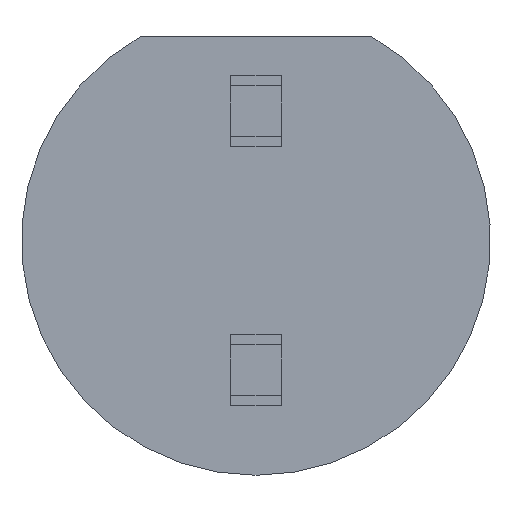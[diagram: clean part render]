
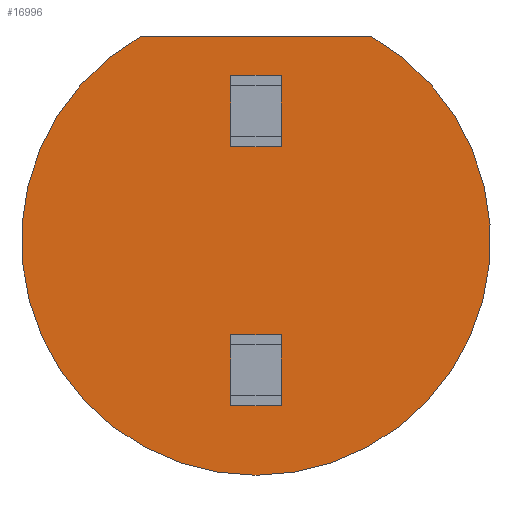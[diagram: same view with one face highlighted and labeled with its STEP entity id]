
A CAD part, front view. The second image highlights one B-rep face of the part: STEP entity #16996.
In plain terms, the highlighted planar face has unit normal (0, -1, 0).
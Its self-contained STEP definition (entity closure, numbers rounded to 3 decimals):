
#191 = VERTEX_POINT ( 'NONE', #877 ) ;
#194 = EDGE_CURVE ( 'NONE', #219, #191, #875, .T. ) ;
#219 = VERTEX_POINT ( 'NONE', #1007 ) ;
#873 = VECTOR ( 'NONE', #915, 1000. ) ;
#874 = CARTESIAN_POINT ( 'NONE',  ( 0.25, -1., -0.15 ) ) ;
#875 = LINE ( 'NONE', #874, #873 ) ;
#877 = CARTESIAN_POINT ( 'NONE',  ( 0.25, -1., -1.52 ) ) ;
#915 = DIRECTION ( 'NONE',  ( 0., 0., -1. ) ) ;
#1007 = CARTESIAN_POINT ( 'NONE',  ( 0.25, -1., -1.02 ) ) ;
#2498 = DIRECTION ( 'NONE',  ( 0., 0., 1. ) ) ;
#2560 = DIRECTION ( 'NONE',  ( -1., 0., 0. ) ) ;
#2561 = VECTOR ( 'NONE', #2560, 1000. ) ;
#2801 = FACE_BOUND ( 'NONE', #17065, .T. ) ;
#2802 = FACE_BOUND ( 'NONE', #16875, .T. ) ;
#2803 = FACE_OUTER_BOUND ( 'NONE', #16997, .T. ) ;
#2836 = CARTESIAN_POINT ( 'NONE',  ( 1.136, -1., 2. ) ) ;
#2837 = DIRECTION ( 'NONE',  ( 0., 0., 1. ) ) ;
#2838 = DIRECTION ( 'NONE',  ( 0., 1., 0. ) ) ;
#2839 = AXIS2_PLACEMENT_3D ( 'NONE', #2845, #2838, #2837 ) ;
#2840 = CIRCLE ( 'NONE', #2839, 2.3 ) ;
#2841 = DIRECTION ( 'NONE',  ( 0., 0., 1. ) ) ;
#2842 = DIRECTION ( 'NONE',  ( 0., 1., 0. ) ) ;
#2843 = CARTESIAN_POINT ( 'NONE',  ( -5.039, -1., -0.15 ) ) ;
#2844 = AXIS2_PLACEMENT_3D ( 'NONE', #2843, #2842, #2841 ) ;
#2845 = CARTESIAN_POINT ( 'NONE',  ( 0., -1., 0. ) ) ;
#2846 = PLANE ( 'NONE',  #2844 ) ;
#2975 = DIRECTION ( 'NONE',  ( 0., 0., -1. ) ) ;
#2976 = VECTOR ( 'NONE', #2975, 1000. ) ;
#2977 = CARTESIAN_POINT ( 'NONE',  ( -0.25, -1., -0.15 ) ) ;
#2978 = LINE ( 'NONE', #2977, #2976 ) ;
#2980 = CARTESIAN_POINT ( 'NONE',  ( -0.25, -1., -1.52 ) ) ;
#2981 = DIRECTION ( 'NONE',  ( -1., 0., 0. ) ) ;
#2982 = VECTOR ( 'NONE', #2981, 1000. ) ;
#2983 = CARTESIAN_POINT ( 'NONE',  ( -5.039, -1., -1.52 ) ) ;
#2984 = LINE ( 'NONE', #2983, #2982 ) ;
#2994 = VECTOR ( 'NONE', #2498, 1000. ) ;
#2995 = CARTESIAN_POINT ( 'NONE',  ( -0.25, -1., -0.15 ) ) ;
#2996 = LINE ( 'NONE', #2995, #2994 ) ;
#2998 = CARTESIAN_POINT ( 'NONE',  ( -0.25, -1., 1.02 ) ) ;
#2999 = DIRECTION ( 'NONE',  ( -1., 0., 0. ) ) ;
#3000 = VECTOR ( 'NONE', #2999, 1000. ) ;
#3001 = CARTESIAN_POINT ( 'NONE',  ( -5.039, -1., 1.02 ) ) ;
#3002 = LINE ( 'NONE', #3001, #3000 ) ;
#3003 = CARTESIAN_POINT ( 'NONE',  ( 0.25, -1., 1.52 ) ) ;
#3004 = CARTESIAN_POINT ( 'NONE',  ( 0.25, -1., 1.02 ) ) ;
#3005 = DIRECTION ( 'NONE',  ( 0., 0., 1. ) ) ;
#3006 = VECTOR ( 'NONE', #3005, 1000. ) ;
#3007 = CARTESIAN_POINT ( 'NONE',  ( 0.25, -1., -0.15 ) ) ;
#3008 = LINE ( 'NONE', #3007, #3006 ) ;
#3038 = CARTESIAN_POINT ( 'NONE',  ( -0.25, -1., -1.02 ) ) ;
#3039 = DIRECTION ( 'NONE',  ( -1., 0., 0. ) ) ;
#3040 = VECTOR ( 'NONE', #3039, 1000. ) ;
#3041 = CARTESIAN_POINT ( 'NONE',  ( -5.039, -1., -1.02 ) ) ;
#3042 = LINE ( 'NONE', #3041, #3040 ) ;
#3043 = DIRECTION ( 'NONE',  ( -1., 0., 0. ) ) ;
#3044 = VECTOR ( 'NONE', #3043, 1000. ) ;
#3045 = CARTESIAN_POINT ( 'NONE',  ( -5.039, -1., 1.52 ) ) ;
#3046 = LINE ( 'NONE', #3045, #3044 ) ;
#3048 = CARTESIAN_POINT ( 'NONE',  ( -0.25, -1., 1.52 ) ) ;
#14751 = CARTESIAN_POINT ( 'NONE',  ( 0., -1., -2.3 ) ) ;
#14806 = CARTESIAN_POINT ( 'NONE',  ( -1.136, -1., 2. ) ) ;
#14807 = DIRECTION ( 'NONE',  ( 0., 0., 1. ) ) ;
#14808 = DIRECTION ( 'NONE',  ( 0., 1., 0. ) ) ;
#14809 = CARTESIAN_POINT ( 'NONE',  ( 0., -1., 0. ) ) ;
#14810 = AXIS2_PLACEMENT_3D ( 'NONE', #14809, #14808, #14807 ) ;
#14811 = CIRCLE ( 'NONE', #14810, 2.3 ) ;
#16872 = ORIENTED_EDGE ( 'NONE', *, *, #17054, .F. ) ;
#16875 = EDGE_LOOP ( 'NONE', ( #16872, #17057, #17060, #17063 ) ) ;
#16876 = ORIENTED_EDGE ( 'NONE', *, *, #19562, .F. ) ;
#16878 = EDGE_CURVE ( 'NONE', #17000, #19563, #20112, .T. ) ;
#16996 = ADVANCED_FACE ( 'NONE', ( #2803, #2802, #2801 ), #2846, .F. ) ;
#16997 = EDGE_LOOP ( 'NONE', ( #16998, #17001, #16876 ) ) ;
#16998 = ORIENTED_EDGE ( 'NONE', *, *, #16999, .F. ) ;
#16999 = EDGE_CURVE ( 'NONE', #17000, #19560, #2840, .T. ) ;
#17000 = VERTEX_POINT ( 'NONE', #2836 ) ;
#17001 = ORIENTED_EDGE ( 'NONE', *, *, #16878, .T. ) ;
#17041 = ORIENTED_EDGE ( 'NONE', *, *, #17042, .T. ) ;
#17042 = EDGE_CURVE ( 'NONE', #191, #17043, #2984, .T. ) ;
#17043 = VERTEX_POINT ( 'NONE', #2980 ) ;
#17044 = ORIENTED_EDGE ( 'NONE', *, *, #17045, .F. ) ;
#17045 = EDGE_CURVE ( 'NONE', #17068, #17043, #2978, .T. ) ;
#17054 = EDGE_CURVE ( 'NONE', #17055, #17056, #3008, .T. ) ;
#17055 = VERTEX_POINT ( 'NONE', #3004 ) ;
#17056 = VERTEX_POINT ( 'NONE', #3003 ) ;
#17057 = ORIENTED_EDGE ( 'NONE', *, *, #17058, .T. ) ;
#17058 = EDGE_CURVE ( 'NONE', #17055, #17059, #3002, .T. ) ;
#17059 = VERTEX_POINT ( 'NONE', #2998 ) ;
#17060 = ORIENTED_EDGE ( 'NONE', *, *, #17061, .T. ) ;
#17061 = EDGE_CURVE ( 'NONE', #17059, #17062, #2996, .T. ) ;
#17062 = VERTEX_POINT ( 'NONE', #3048 ) ;
#17063 = ORIENTED_EDGE ( 'NONE', *, *, #17064, .F. ) ;
#17064 = EDGE_CURVE ( 'NONE', #17056, #17062, #3046, .T. ) ;
#17065 = EDGE_LOOP ( 'NONE', ( #17066, #17069, #17041, #17044 ) ) ;
#17066 = ORIENTED_EDGE ( 'NONE', *, *, #17067, .F. ) ;
#17067 = EDGE_CURVE ( 'NONE', #219, #17068, #3042, .T. ) ;
#17068 = VERTEX_POINT ( 'NONE', #3038 ) ;
#17069 = ORIENTED_EDGE ( 'NONE', *, *, #194, .T. ) ;
#19560 = VERTEX_POINT ( 'NONE', #14751 ) ;
#19562 = EDGE_CURVE ( 'NONE', #19560, #19563, #14811, .T. ) ;
#19563 = VERTEX_POINT ( 'NONE', #14806 ) ;
#20112 = LINE ( 'NONE', #20113, #2561 ) ;
#20113 = CARTESIAN_POINT ( 'NONE',  ( -5.039, -1., 2. ) ) ;
